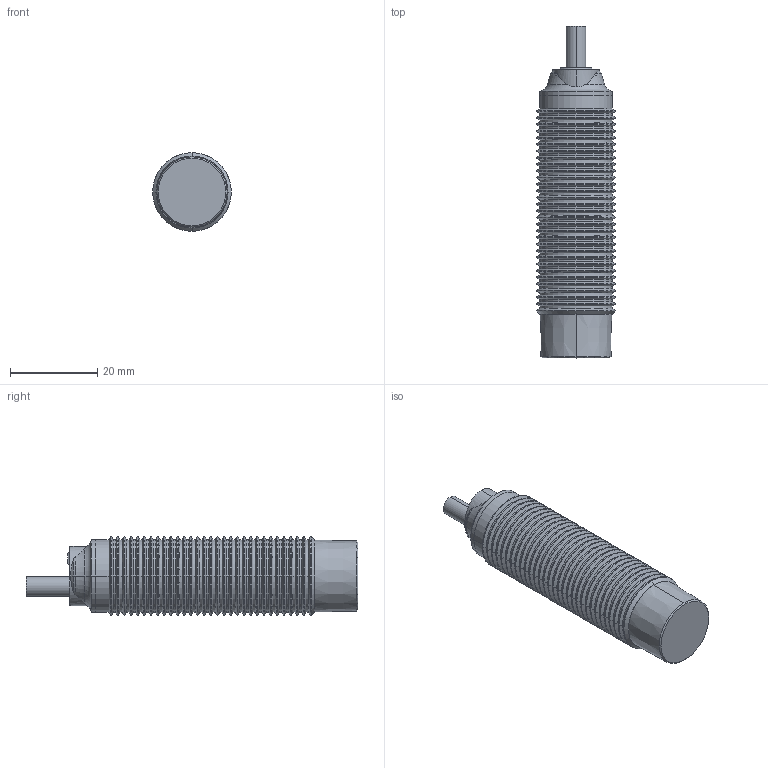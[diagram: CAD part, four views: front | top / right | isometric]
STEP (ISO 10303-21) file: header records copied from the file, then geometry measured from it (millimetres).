
FILE_DESCRIPTION(('STEP AP214'),'1');
FILE_NAME('cctmp_6A261BBA-AFDF-4E06-9E4F-215CF19CB80F_2022_08_02_09_57_37_0626..stp','2022-08-02T07:57:37',('Pepperl+Fuchs GmbH'),('CADClick - www.CADClick.com'),'Spatial InterOp 3D',' ','unknown authorization');
FILE_SCHEMA(('AUTOMOTIVE_DESIGN'));
Length unit declared in the file: millimetre
Products named in the file (6): cc_unnamed; NBN12-18GM60-A0_4; NBN12-18GM60-A0_3; NBN12-18GM60-A0_2; NBN12-18GM60-A0_1; NBN12-18GM60-A0
Assembly tree (5 placements, depth 2):
  cc_unnamed
    NBN12-18GM60-A0_4
    NBN12-18GM60-A0_3
    NBN12-18GM60-A0_2
    NBN12-18GM60-A0_1
    NBN12-18GM60-A0
Bounding box: 18 x 75.9 x 18 mm (x, y, z)
Volume: 14413.5 mm3; surface area: 8359.8 mm2
Topology: 5 solids, 5 shells, 307 faces, 625 edges, 332 vertices
Faces by surface type: cone 141, cylinder 137, plane 17, torus 10, bspline 2
Entity records: 10699 total; most frequent: CARTESIAN_POINT 1557, DIRECTION 1544, ORIENTED_EDGE 1248, AXIS2_PLACEMENT_3D 631, EDGE_CURVE 624, VERTEX_POINT 332, CIRCLE 318, STYLED_ITEM 312
